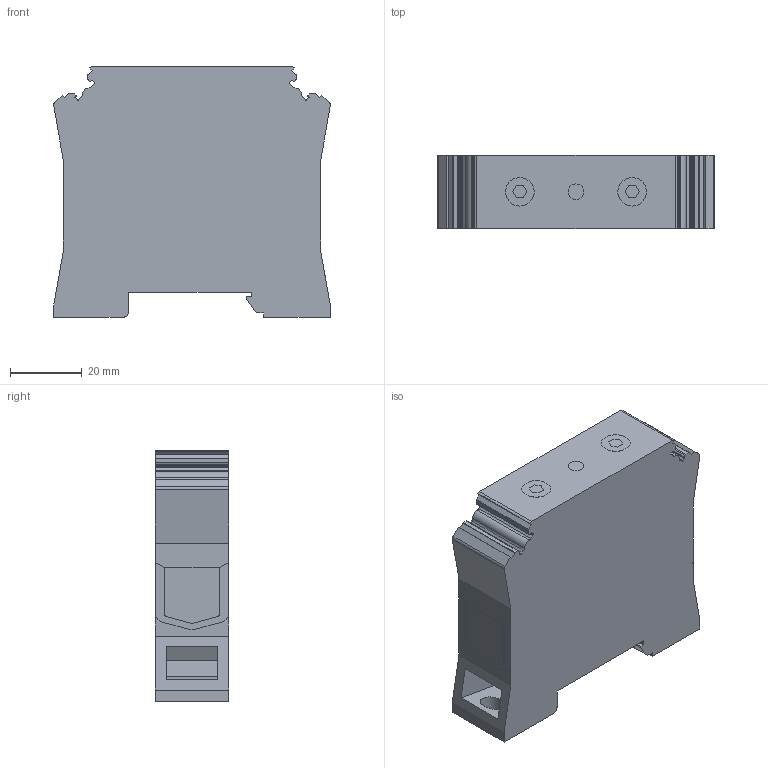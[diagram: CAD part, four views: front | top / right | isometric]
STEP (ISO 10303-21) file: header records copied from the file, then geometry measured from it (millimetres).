
FILE_DESCRIPTION (( 'STEP AP214' ), '1' );
FILE_NAME ('CTS50_70N A.STEP', '2024-11-15T09:58:49', ( '' ), ( '' ), 'SwSTEP 2.0', 'SolidWorks 2022', '' );
FILE_SCHEMA (( 'AUTOMOTIVE_DESIGN' ));
Length unit declared in the file: millimetre
Products named in the file (1): CTS50_70N A
Bounding box: 77.3 x 20.5 x 70 mm (x, y, z)
Volume: 92327.3 mm3; surface area: 17870.6 mm2
Topology: 1 solids, 1 shells, 172 faces, 491 edges, 326 vertices
Faces by surface type: plane 107, cylinder 65
Entity records: 5714 total; most frequent: CARTESIAN_POINT 1014, ORIENTED_EDGE 982, DIRECTION 955, EDGE_CURVE 491, VECTOR 361, LINE 361, VERTEX_POINT 326, AXIS2_PLACEMENT_3D 297
